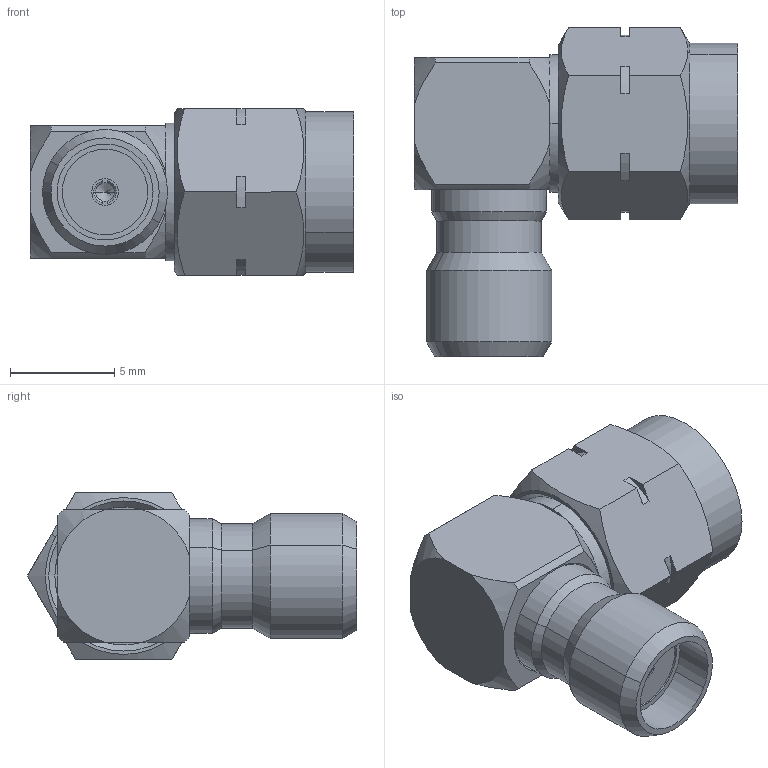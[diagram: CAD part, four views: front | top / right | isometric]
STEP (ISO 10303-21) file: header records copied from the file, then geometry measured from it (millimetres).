
FILE_DESCRIPTION (( 'STEP AP214' ), '1' );
FILE_NAME ('!ÔÈÌÄ.434524.003-07 Ïåðåõîä âèëêà-ðîçåòêà óãëîâîé.STEP', '2024-08-26T06:31:00', ( '' ), ( '' ), 'SwSTEP 2.0', 'SolidWorks 2018', '' );
FILE_SCHEMA (( 'AUTOMOTIVE_DESIGN' ));
Length unit declared in the file: millimetre
Products named in the file (2): !ÔÈÌÄ.434524.003-07 Ïåðåõîä âèëêà-ðîçåòêà óãëîâîé; Äåòàëü11^ÔÈÌÄ.434524.003 Ïåðåõîä âèëêà-ðîçåòêà óãëîâîé
Assembly tree (1 placements, depth 2):
  !ÔÈÌÄ.434524.003-07 Ïåðåõîä âèëêà-ðîçåòêà óãëîâîé
    Äåòàëü11^ÔÈÌÄ.434524.003 Ïåðåõîä âèëêà-ðîçåòêà óãëîâîé
Bounding box: 15.5 x 15.79 x 8 mm (x, y, z)
Volume: 769.1 mm3; surface area: 1041 mm2
Topology: 1 solids, 3 shells, 169 faces, 418 edges, 264 vertices
Faces by surface type: cylinder 69, plane 59, cone 39, torus 2
Entity records: 5290 total; most frequent: CARTESIAN_POINT 1118, DIRECTION 908, ORIENTED_EDGE 832, EDGE_CURVE 416, AXIS2_PLACEMENT_3D 366, VERTEX_POINT 264, CIRCLE 193, EDGE_LOOP 186
